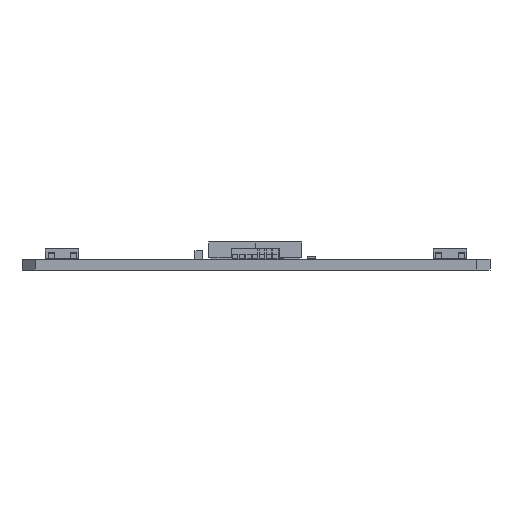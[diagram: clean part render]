
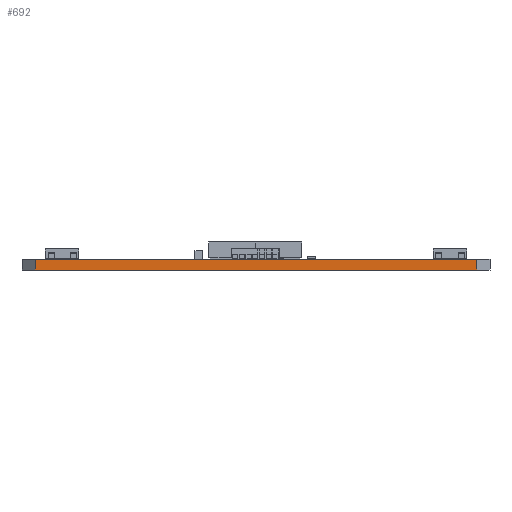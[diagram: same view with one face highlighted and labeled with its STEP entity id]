
A CAD part, left-side view. The second image highlights one B-rep face of the part: STEP entity #692.
In plain terms, the highlighted planar face has unit normal (-1, 0, 0).
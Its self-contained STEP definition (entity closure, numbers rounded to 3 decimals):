
#692=ADVANCED_FACE('',(#1544),#13439,.T.);
#1544=FACE_OUTER_BOUND('',#2361,.T.);
#2361=EDGE_LOOP('',(#4024,#4025,#4026,#4027));
#4024=ORIENTED_EDGE('',*,*,#8059,.F.);
#4025=ORIENTED_EDGE('',*,*,#7710,.T.);
#4026=ORIENTED_EDGE('',*,*,#8060,.T.);
#4027=ORIENTED_EDGE('',*,*,#8056,.F.);
#7710=EDGE_CURVE('',#11832,#11999,#9974,.T.);
#8056=EDGE_CURVE('',#11954,#12121,#10320,.T.);
#8059=EDGE_CURVE('',#11832,#11954,#10323,.T.);
#8060=EDGE_CURVE('',#11999,#12121,#10324,.T.);
#9974=B_SPLINE_CURVE_WITH_KNOTS('',1,(#16014,#16015),.UNSPECIFIED.,.F.,
 .F.,(2,2),(0.,1.58),.UNSPECIFIED.);
#10320=B_SPLINE_CURVE_WITH_KNOTS('',1,(#16706,#16707),.UNSPECIFIED.,.F.,
 .F.,(2,2),(0.,1.58),.UNSPECIFIED.);
#10323=B_SPLINE_CURVE_WITH_KNOTS('',1,(#16712,#16713,#16714,#16715,#16716,
#16717),.UNSPECIFIED.,.F.,.F.,(2,1,1,1,1,2),(0.,4.133,10.,56.,
61.867,66.),.UNSPECIFIED.);
#10324=B_SPLINE_CURVE_WITH_KNOTS('',1,(#16718,#16719,#16720,#16721,#16722,
#16723),.UNSPECIFIED.,.F.,.F.,(2,1,1,1,1,2),(0.,4.133,10.,56.,
61.867,66.),.UNSPECIFIED.);
#11832=VERTEX_POINT('',#15434);
#11954=VERTEX_POINT('',#15556);
#11999=VERTEX_POINT('',#15601);
#12121=VERTEX_POINT('',#15723);
#13439=PLANE('',#14100);
#14100=AXIS2_PLACEMENT_3D('',#15388,#14744,$);
#14744=DIRECTION('',(-1.,0.,0.));
#15388=CARTESIAN_POINT('',(114.06,-245.497,-2.199));
#15434=CARTESIAN_POINT('',(114.06,-223.094,0.));
#15556=CARTESIAN_POINT('',(114.06,-157.094,0.));
#15601=CARTESIAN_POINT('',(114.06,-223.094,1.58));
#15723=CARTESIAN_POINT('',(114.06,-157.094,1.58));
#16014=CARTESIAN_POINT('',(114.06,-223.094,0.));
#16015=CARTESIAN_POINT('',(114.06,-223.094,1.58));
#16706=CARTESIAN_POINT('',(114.06,-157.094,0.));
#16707=CARTESIAN_POINT('',(114.06,-157.094,1.58));
#16712=CARTESIAN_POINT('',(114.06,-223.094,0.));
#16713=CARTESIAN_POINT('',(114.06,-218.961,0.));
#16714=CARTESIAN_POINT('',(114.06,-213.094,0.));
#16715=CARTESIAN_POINT('',(114.06,-167.094,0.));
#16716=CARTESIAN_POINT('',(114.06,-161.226,0.));
#16717=CARTESIAN_POINT('',(114.06,-157.094,0.));
#16718=CARTESIAN_POINT('',(114.06,-223.094,1.58));
#16719=CARTESIAN_POINT('',(114.06,-218.961,1.58));
#16720=CARTESIAN_POINT('',(114.06,-213.094,1.58));
#16721=CARTESIAN_POINT('',(114.06,-167.094,1.58));
#16722=CARTESIAN_POINT('',(114.06,-161.226,1.58));
#16723=CARTESIAN_POINT('',(114.06,-157.094,1.58));
